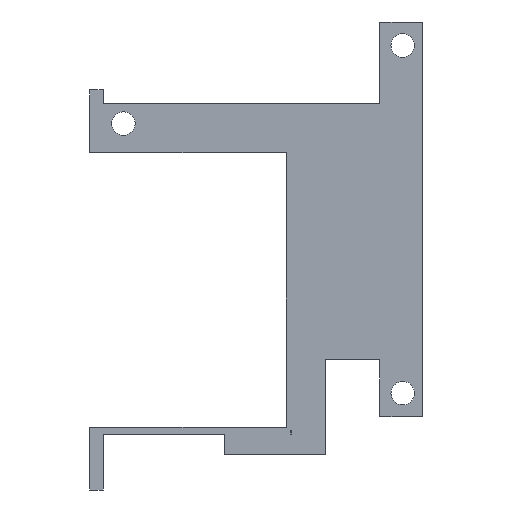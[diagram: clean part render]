
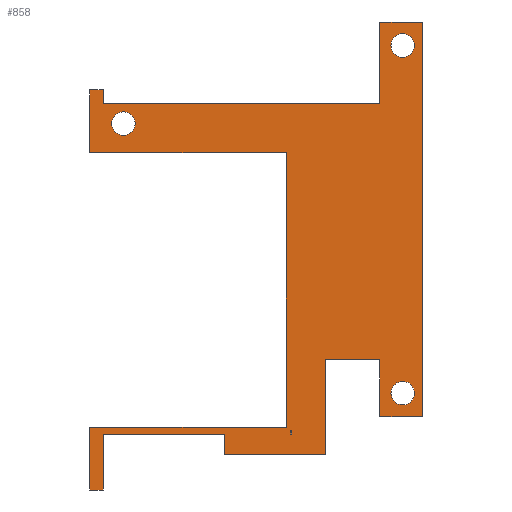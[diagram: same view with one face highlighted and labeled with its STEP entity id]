
A CAD part, front view. The second image highlights one B-rep face of the part: STEP entity #858.
In plain terms, the highlighted planar face has unit normal (0, -1, 0).
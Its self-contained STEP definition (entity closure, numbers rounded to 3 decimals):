
#25=FACE_BOUND('',#121,.T.);
#26=FACE_BOUND('',#122,.T.);
#27=FACE_BOUND('',#123,.T.);
#28=FACE_BOUND('',#124,.T.);
#40=CIRCLE('',#913,1.75);
#42=CIRCLE('',#916,1.75);
#43=CIRCLE('',#918,1.75);
#76=FACE_OUTER_BOUND('',#120,.T.);
#120=EDGE_LOOP('',(#645,#646,#647,#648,#649,#650,#651,#652,#653,#654,#655,
#656,#657,#658,#659,#660,#661,#662,#663,#664));
#121=EDGE_LOOP('',(#665));
#122=EDGE_LOOP('',(#666));
#123=EDGE_LOOP('',(#667));
#124=EDGE_LOOP('',(#668,#669,#670,#671));
#152=LINE('',#1185,#249);
#158=LINE('',#1196,#255);
#159=LINE('',#1200,#256);
#170=LINE('',#1227,#267);
#175=LINE('',#1238,#272);
#178=LINE('',#1246,#275);
#186=LINE('',#1273,#283);
#189=LINE('',#1278,#286);
#190=LINE('',#1280,#287);
#191=LINE('',#1283,#288);
#193=LINE('',#1286,#290);
#195=LINE('',#1293,#292);
#196=LINE('',#1296,#293);
#199=LINE('',#1302,#296);
#203=LINE('',#1310,#300);
#208=LINE('',#1318,#305);
#215=LINE('',#1335,#312);
#216=LINE('',#1337,#313);
#217=LINE('',#1339,#314);
#218=LINE('',#1341,#315);
#219=LINE('',#1342,#316);
#220=LINE('',#1343,#317);
#221=LINE('',#1345,#318);
#222=LINE('',#1346,#319);
#249=VECTOR('',#967,10.);
#255=VECTOR('',#975,10.);
#256=VECTOR('',#978,10.);
#267=VECTOR('',#997,10.);
#272=VECTOR('',#1004,10.);
#275=VECTOR('',#1011,10.);
#283=VECTOR('',#1041,10.);
#286=VECTOR('',#1046,10.);
#287=VECTOR('',#1049,10.);
#288=VECTOR('',#1052,10.);
#290=VECTOR('',#1056,10.);
#292=VECTOR('',#1062,10.);
#293=VECTOR('',#1065,10.);
#296=VECTOR('',#1070,10.);
#300=VECTOR('',#1076,10.);
#305=VECTOR('',#1083,10.);
#312=VECTOR('',#1098,10.);
#313=VECTOR('',#1099,10.);
#314=VECTOR('',#1100,10.);
#315=VECTOR('',#1101,10.);
#316=VECTOR('',#1102,10.);
#317=VECTOR('',#1103,10.);
#318=VECTOR('',#1104,10.);
#319=VECTOR('',#1105,10.);
#345=VERTEX_POINT('',#1182);
#346=VERTEX_POINT('',#1184);
#350=VERTEX_POINT('',#1194);
#351=VERTEX_POINT('',#1198);
#352=VERTEX_POINT('',#1199);
#363=VERTEX_POINT('',#1225);
#364=VERTEX_POINT('',#1226);
#368=VERTEX_POINT('',#1235);
#369=VERTEX_POINT('',#1237);
#371=VERTEX_POINT('',#1244);
#372=VERTEX_POINT('',#1245);
#376=VERTEX_POINT('',#1258);
#378=VERTEX_POINT('',#1264);
#379=VERTEX_POINT('',#1268);
#380=VERTEX_POINT('',#1272);
#381=VERTEX_POINT('',#1276);
#382=VERTEX_POINT('',#1282);
#383=VERTEX_POINT('',#1288);
#385=VERTEX_POINT('',#1291);
#386=VERTEX_POINT('',#1295);
#388=VERTEX_POINT('',#1301);
#391=VERTEX_POINT('',#1309);
#399=VERTEX_POINT('',#1334);
#400=VERTEX_POINT('',#1336);
#401=VERTEX_POINT('',#1338);
#402=VERTEX_POINT('',#1340);
#403=VERTEX_POINT('',#1344);
#422=EDGE_CURVE('',#345,#346,#152,.T.);
#428=EDGE_CURVE('',#350,#345,#158,.T.);
#429=EDGE_CURVE('',#351,#352,#159,.T.);
#442=EDGE_CURVE('',#363,#364,#170,.T.);
#447=EDGE_CURVE('',#369,#368,#175,.T.);
#451=EDGE_CURVE('',#371,#372,#178,.T.);
#458=EDGE_CURVE('',#376,#376,#40,.T.);
#461=EDGE_CURVE('',#378,#378,#42,.T.);
#463=EDGE_CURVE('',#379,#379,#43,.T.);
#465=EDGE_CURVE('',#351,#380,#186,.T.);
#468=EDGE_CURVE('',#381,#352,#189,.T.);
#469=EDGE_CURVE('',#369,#381,#190,.T.);
#470=EDGE_CURVE('',#382,#350,#191,.T.);
#472=EDGE_CURVE('',#380,#382,#193,.T.);
#475=EDGE_CURVE('',#383,#385,#195,.T.);
#476=EDGE_CURVE('',#346,#386,#196,.T.);
#479=EDGE_CURVE('',#386,#388,#199,.T.);
#483=EDGE_CURVE('',#383,#391,#203,.T.);
#488=EDGE_CURVE('',#368,#364,#208,.T.);
#496=EDGE_CURVE('',#399,#363,#215,.T.);
#497=EDGE_CURVE('',#399,#400,#216,.T.);
#498=EDGE_CURVE('',#400,#401,#217,.T.);
#499=EDGE_CURVE('',#401,#402,#218,.T.);
#500=EDGE_CURVE('',#372,#402,#219,.T.);
#501=EDGE_CURVE('',#388,#371,#220,.T.);
#502=EDGE_CURVE('',#403,#385,#221,.T.);
#503=EDGE_CURVE('',#391,#403,#222,.T.);
#645=ORIENTED_EDGE('',*,*,#429,.T.);
#646=ORIENTED_EDGE('',*,*,#468,.F.);
#647=ORIENTED_EDGE('',*,*,#469,.F.);
#648=ORIENTED_EDGE('',*,*,#447,.T.);
#649=ORIENTED_EDGE('',*,*,#488,.T.);
#650=ORIENTED_EDGE('',*,*,#442,.F.);
#651=ORIENTED_EDGE('',*,*,#496,.F.);
#652=ORIENTED_EDGE('',*,*,#497,.T.);
#653=ORIENTED_EDGE('',*,*,#498,.T.);
#654=ORIENTED_EDGE('',*,*,#499,.T.);
#655=ORIENTED_EDGE('',*,*,#500,.F.);
#656=ORIENTED_EDGE('',*,*,#451,.F.);
#657=ORIENTED_EDGE('',*,*,#501,.F.);
#658=ORIENTED_EDGE('',*,*,#479,.F.);
#659=ORIENTED_EDGE('',*,*,#476,.F.);
#660=ORIENTED_EDGE('',*,*,#422,.F.);
#661=ORIENTED_EDGE('',*,*,#428,.F.);
#662=ORIENTED_EDGE('',*,*,#470,.F.);
#663=ORIENTED_EDGE('',*,*,#472,.F.);
#664=ORIENTED_EDGE('',*,*,#465,.F.);
#665=ORIENTED_EDGE('',*,*,#458,.T.);
#666=ORIENTED_EDGE('',*,*,#461,.F.);
#667=ORIENTED_EDGE('',*,*,#463,.F.);
#668=ORIENTED_EDGE('',*,*,#475,.T.);
#669=ORIENTED_EDGE('',*,*,#502,.F.);
#670=ORIENTED_EDGE('',*,*,#503,.F.);
#671=ORIENTED_EDGE('',*,*,#483,.F.);
#779=PLANE('',#933);
#858=ADVANCED_FACE('',(#76,#25,#26,#27,#28),#779,.T.);
#913=AXIS2_PLACEMENT_3D('',#1259,#1024,#1025);
#916=AXIS2_PLACEMENT_3D('',#1265,#1031,#1032);
#918=AXIS2_PLACEMENT_3D('',#1269,#1036,#1037);
#933=AXIS2_PLACEMENT_3D('',#1333,#1096,#1097);
#967=DIRECTION('',(-1.,0.,0.));
#975=DIRECTION('',(0.,0.,-1.));
#978=DIRECTION('',(0.,0.,1.));
#997=DIRECTION('',(1.,0.,0.));
#1004=DIRECTION('',(-1.,0.,0.));
#1011=DIRECTION('',(-1.,0.,0.));
#1024=DIRECTION('center_axis',(0.,1.,0.));
#1025=DIRECTION('ref_axis',(1.,0.,0.));
#1031=DIRECTION('center_axis',(0.,-1.,0.));
#1032=DIRECTION('ref_axis',(0.,0.,
-1.));
#1036=DIRECTION('center_axis',(0.,-1.,0.));
#1037=DIRECTION('ref_axis',(0.,0.,
-1.));
#1041=DIRECTION('',(-1.,0.,0.));
#1046=DIRECTION('',(1.,0.,0.));
#1049=DIRECTION('',(0.,0.,1.));
#1052=DIRECTION('',(-1.,0.,0.));
#1056=DIRECTION('',(0.,0.,1.));
#1062=DIRECTION('',(-1.,0.,0.));
#1065=DIRECTION('',(0.,0.,1.));
#1070=DIRECTION('',(-1.,0.,0.));
#1076=DIRECTION('',(0.,0.,1.));
#1083=DIRECTION('',(0.,0.,1.));
#1096=DIRECTION('center_axis',(0.,-1.,0.));
#1097=DIRECTION('ref_axis',(1.,0.,0.));
#1098=DIRECTION('',(0.,0.,1.));
#1099=DIRECTION('',(1.,0.,0.));
#1100=DIRECTION('',(0.,0.,-1.));
#1101=DIRECTION('',(-1.,0.,0.));
#1102=DIRECTION('',(0.,0.,1.));
#1103=DIRECTION('',(0.,0.,-1.));
#1104=DIRECTION('',(0.,0.,-1.));
#1105=DIRECTION('',(-1.,0.,0.));
#1182=CARTESIAN_POINT('',(16.,8.,-34.5));
#1184=CARTESIAN_POINT('',(1.,8.,-34.5));
#1185=CARTESIAN_POINT('',(16.,8.,-34.5));
#1194=CARTESIAN_POINT('',(16.,8.,-20.447));
#1196=CARTESIAN_POINT('',(16.,8.,-31.5));
#1198=CARTESIAN_POINT('',(30.388,8.,-28.91));
#1199=CARTESIAN_POINT('',(30.388,8.,29.69));
#1200=CARTESIAN_POINT('',(30.388,8.,25.345));
#1225=CARTESIAN_POINT('',(-19.,8.,19.6));
#1226=CARTESIAN_POINT('',(-17.,8.,19.6));
#1227=CARTESIAN_POINT('',(-19.,8.,19.6));
#1235=CARTESIAN_POINT('',(-17.,8.,17.6));
#1237=CARTESIAN_POINT('',(24.088,8.,17.6));
#1238=CARTESIAN_POINT('',(12.25,8.,17.6));
#1244=CARTESIAN_POINT('',(-17.,8.,-39.8));
#1245=CARTESIAN_POINT('',(-19.,8.,-39.8));
#1246=CARTESIAN_POINT('',(-17.,8.,-39.8));
#1258=CARTESIAN_POINT('',(-15.75,8.,14.6));
#1259=CARTESIAN_POINT('Origin',(-14.,8.,14.6));
#1264=CARTESIAN_POINT('',(27.488,8.,-23.66));
#1265=CARTESIAN_POINT('Origin',(27.488,8.,-25.41));
#1268=CARTESIAN_POINT('',(27.488,8.,27.94));
#1269=CARTESIAN_POINT('Origin',(27.488,8.,26.19));
#1272=CARTESIAN_POINT('',(24.088,8.,-28.91));
#1273=CARTESIAN_POINT('',(30.888,8.,-28.91));
#1276=CARTESIAN_POINT('',(24.088,8.,29.69));
#1278=CARTESIAN_POINT('',(24.088,8.,29.69));
#1280=CARTESIAN_POINT('',(24.088,8.,-21.91));
#1282=CARTESIAN_POINT('',(24.088,8.,-20.447));
#1283=CARTESIAN_POINT('',(24.088,8.,-20.447));
#1286=CARTESIAN_POINT('',(24.088,8.,-28.91));
#1288=CARTESIAN_POINT('',(11.,8.,-31.5));
#1291=CARTESIAN_POINT('',(10.873,8.,-31.5));
#1293=CARTESIAN_POINT('',(16.,8.,-31.5));
#1295=CARTESIAN_POINT('',(1.,8.,-31.5));
#1296=CARTESIAN_POINT('',(1.,8.,-31.5));
#1301=CARTESIAN_POINT('',(-17.,8.,-31.5));
#1302=CARTESIAN_POINT('',(1.375,8.,-31.5));
#1309=CARTESIAN_POINT('',(11.,8.,-31.));
#1310=CARTESIAN_POINT('',(11.,8.,-31.5));
#1318=CARTESIAN_POINT('',(-17.,8.,17.6));
#1333=CARTESIAN_POINT('Origin',(-14.,8.,21.));
#1334=CARTESIAN_POINT('',(-19.,8.,10.3));
#1335=CARTESIAN_POINT('',(-19.,8.,17.6));
#1336=CARTESIAN_POINT('',(10.2,8.,10.3));
#1337=CARTESIAN_POINT('',(3.35,8.,10.3));
#1338=CARTESIAN_POINT('',(10.2,8.,-30.5));
#1339=CARTESIAN_POINT('',(10.2,8.,-15.25));
#1340=CARTESIAN_POINT('',(-19.,8.,-30.5));
#1341=CARTESIAN_POINT('',(-9.5,8.,-30.5));
#1342=CARTESIAN_POINT('',(-19.,8.,-10.1));
#1343=CARTESIAN_POINT('',(-17.,8.,-37.8));
#1344=CARTESIAN_POINT('',(10.873,8.,-31.));
#1345=CARTESIAN_POINT('',(10.873,8.,0.));
#1346=CARTESIAN_POINT('',(50.75,8.,-31.));
